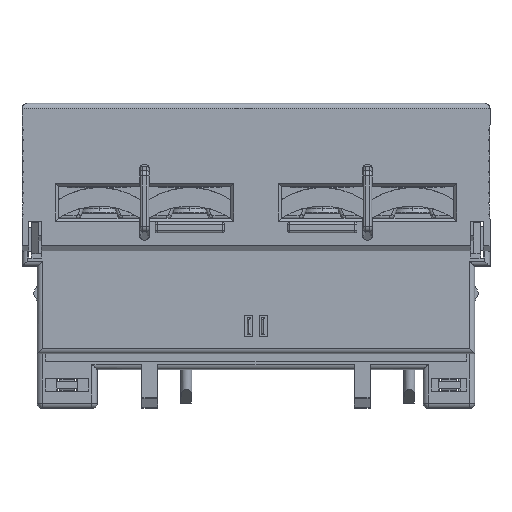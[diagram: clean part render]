
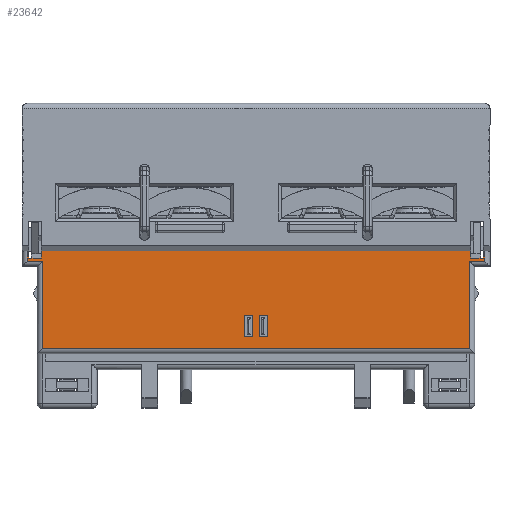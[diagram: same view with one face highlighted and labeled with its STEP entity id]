
A CAD part, top view. The second image highlights one B-rep face of the part: STEP entity #23642.
In plain terms, the highlighted planar face has unit normal (0, 0, 1).
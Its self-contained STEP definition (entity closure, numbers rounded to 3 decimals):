
#2074=DIRECTION('',(0.,1.,0.));
#2075=VECTOR('',#2074,1.);
#2076=CARTESIAN_POINT('',(43.25,14.2,-3.3));
#2077=LINE('',#2076,#2075);
#2078=DIRECTION('',(1.,0.,0.));
#2079=VECTOR('',#2078,1.45);
#2080=CARTESIAN_POINT('',(41.8,14.2,-3.3));
#2081=LINE('',#2080,#2079);
#2082=DIRECTION('',(0.,1.,0.));
#2083=VECTOR('',#2082,8.3);
#2084=CARTESIAN_POINT('',(41.8,5.9,-3.3));
#2085=LINE('',#2084,#2083);
#2086=DIRECTION('',(-1.,0.,0.));
#2087=VECTOR('',#2086,40.6);
#2088=CARTESIAN_POINT('',(41.8,5.9,-3.3));
#2089=LINE('',#2088,#2087);
#2090=DIRECTION('',(0.,-1.,0.));
#2091=VECTOR('',#2090,8.3);
#2092=CARTESIAN_POINT('',(1.2,14.2,-3.3));
#2093=LINE('',#2092,#2091);
#2094=DIRECTION('',(1.,0.,0.));
#2095=VECTOR('',#2094,1.45);
#2096=CARTESIAN_POINT('',(-0.25,14.2,-3.3));
#2097=LINE('',#2096,#2095);
#2098=DIRECTION('',(0.,-1.,0.));
#2099=VECTOR('',#2098,1.);
#2100=CARTESIAN_POINT('',(-0.25,15.2,-3.3));
#2101=LINE('',#2100,#2099);
#2102=DIRECTION('',(1.,0.,0.));
#2103=VECTOR('',#2102,0.15);
#2104=CARTESIAN_POINT('',(-0.25,15.2,-3.3));
#2105=LINE('',#2104,#2103);
#2106=DIRECTION('',(0.,-1.,0.));
#2107=VECTOR('',#2106,0.7);
#2108=CARTESIAN_POINT('',(-0.1,15.2,-3.3));
#2109=LINE('',#2108,#2107);
#2110=DIRECTION('',(1.,0.,0.));
#2111=VECTOR('',#2110,1.2);
#2112=CARTESIAN_POINT('',(-0.1,14.5,-3.3));
#2113=LINE('',#2112,#2111);
#2114=DIRECTION('',(0.,-1.,0.));
#2115=VECTOR('',#2114,0.7);
#2116=CARTESIAN_POINT('',(1.1,15.2,-3.3));
#2117=LINE('',#2116,#2115);
#2118=DIRECTION('',(1.,0.,0.));
#2119=VECTOR('',#2118,40.8);
#2120=CARTESIAN_POINT('',(1.1,15.2,-3.3));
#2121=LINE('',#2120,#2119);
#2122=DIRECTION('',(0.,-1.,0.));
#2123=VECTOR('',#2122,0.7);
#2124=CARTESIAN_POINT('',(41.9,15.2,-3.3));
#2125=LINE('',#2124,#2123);
#2126=DIRECTION('',(1.,0.,0.));
#2127=VECTOR('',#2126,1.2);
#2128=CARTESIAN_POINT('',(41.9,14.5,-3.3));
#2129=LINE('',#2128,#2127);
#2130=DIRECTION('',(0.,-1.,0.));
#2131=VECTOR('',#2130,0.7);
#2132=CARTESIAN_POINT('',(43.1,15.2,-3.3));
#2133=LINE('',#2132,#2131);
#2134=DIRECTION('',(1.,0.,0.));
#2135=VECTOR('',#2134,0.15);
#2136=CARTESIAN_POINT('',(43.1,15.2,-3.3));
#2137=LINE('',#2136,#2135);
#2138=DIRECTION('',(1.,0.,0.));
#2139=VECTOR('',#2138,0.8);
#2140=CARTESIAN_POINT('',(21.8,9.,-3.3));
#2141=LINE('',#2140,#2139);
#2142=DIRECTION('',(0.,1.,0.));
#2143=VECTOR('',#2142,2.);
#2144=CARTESIAN_POINT('',(21.8,7.,-3.3));
#2145=LINE('',#2144,#2143);
#2146=DIRECTION('',(-1.,0.,0.));
#2147=VECTOR('',#2146,0.8);
#2148=CARTESIAN_POINT('',(22.6,7.,-3.3));
#2149=LINE('',#2148,#2147);
#2150=DIRECTION('',(0.,-1.,0.));
#2151=VECTOR('',#2150,2.);
#2152=CARTESIAN_POINT('',(22.6,9.,-3.3));
#2153=LINE('',#2152,#2151);
#2154=DIRECTION('',(-1.,0.,0.));
#2155=VECTOR('',#2154,0.8);
#2156=CARTESIAN_POINT('',(21.2,7.,-3.3));
#2157=LINE('',#2156,#2155);
#2158=DIRECTION('',(0.,-1.,0.));
#2159=VECTOR('',#2158,2.);
#2160=CARTESIAN_POINT('',(21.2,9.,-3.3));
#2161=LINE('',#2160,#2159);
#2162=DIRECTION('',(1.,0.,0.));
#2163=VECTOR('',#2162,0.8);
#2164=CARTESIAN_POINT('',(20.4,9.,-3.3));
#2165=LINE('',#2164,#2163);
#2166=DIRECTION('',(0.,1.,0.));
#2167=VECTOR('',#2166,2.);
#2168=CARTESIAN_POINT('',(20.4,7.,-3.3));
#2169=LINE('',#2168,#2167);
#20092=CARTESIAN_POINT('',(41.9,15.2,-3.3));
#20093=VERTEX_POINT('',#20092);
#20095=CARTESIAN_POINT('',(43.1,15.2,-3.3));
#20097=VERTEX_POINT('',#20095);
#20099=CARTESIAN_POINT('',(-0.1,15.2,-3.3));
#20101=VERTEX_POINT('',#20099);
#20102=CARTESIAN_POINT('',(1.1,15.2,-3.3));
#20103=VERTEX_POINT('',#20102);
#20104=CARTESIAN_POINT('',(41.9,14.5,-3.3));
#20105=VERTEX_POINT('',#20104);
#20106=CARTESIAN_POINT('',(43.1,14.5,-3.3));
#20107=VERTEX_POINT('',#20106);
#20108=CARTESIAN_POINT('',(-0.1,14.5,-3.3));
#20109=VERTEX_POINT('',#20108);
#20110=CARTESIAN_POINT('',(1.1,14.5,-3.3));
#20111=VERTEX_POINT('',#20110);
#20844=CARTESIAN_POINT('',(21.8,9.,-3.3));
#20845=CARTESIAN_POINT('',(22.6,9.,-3.3));
#20846=VERTEX_POINT('',#20844);
#20847=VERTEX_POINT('',#20845);
#20848=CARTESIAN_POINT('',(22.6,7.,-3.3));
#20849=VERTEX_POINT('',#20848);
#20850=CARTESIAN_POINT('',(21.8,7.,-3.3));
#20851=VERTEX_POINT('',#20850);
#20852=CARTESIAN_POINT('',(21.2,7.,-3.3));
#20853=CARTESIAN_POINT('',(20.4,7.,-3.3));
#20854=VERTEX_POINT('',#20852);
#20855=VERTEX_POINT('',#20853);
#20856=CARTESIAN_POINT('',(20.4,9.,-3.3));
#20857=VERTEX_POINT('',#20856);
#20858=CARTESIAN_POINT('',(21.2,9.,-3.3));
#20859=VERTEX_POINT('',#20858);
#20864=CARTESIAN_POINT('',(43.25,14.2,-3.3));
#20865=CARTESIAN_POINT('',(43.25,15.2,-3.3));
#20866=VERTEX_POINT('',#20864);
#20867=VERTEX_POINT('',#20865);
#20870=CARTESIAN_POINT('',(41.8,14.2,-3.3));
#20871=VERTEX_POINT('',#20870);
#20872=CARTESIAN_POINT('',(41.8,5.9,-3.3));
#20873=VERTEX_POINT('',#20872);
#20876=CARTESIAN_POINT('',(1.2,5.9,-3.3));
#20877=VERTEX_POINT('',#20876);
#20880=CARTESIAN_POINT('',(-0.25,15.2,-3.3));
#20881=CARTESIAN_POINT('',(-0.25,14.2,-3.3));
#20882=VERTEX_POINT('',#20880);
#20883=VERTEX_POINT('',#20881);
#20890=CARTESIAN_POINT('',(1.2,14.2,-3.3));
#20891=VERTEX_POINT('',#20890);
#23585=CARTESIAN_POINT('',(-0.85,15.2,-3.3));
#23586=DIRECTION('',(0.,0.,1.));
#23587=DIRECTION('',(0.,-1.,0.));
#23588=AXIS2_PLACEMENT_3D('',#23585,#23586,#23587);
#23589=PLANE('',#23588);
#23591=ORIENTED_EDGE('',*,*,#23590,.F.);
#23593=ORIENTED_EDGE('',*,*,#23592,.F.);
#23595=ORIENTED_EDGE('',*,*,#23594,.F.);
#23597=ORIENTED_EDGE('',*,*,#23596,.T.);
#23599=ORIENTED_EDGE('',*,*,#23598,.F.);
#23601=ORIENTED_EDGE('',*,*,#23600,.F.);
#23602=ORIENTED_EDGE('',*,*,#23575,.F.);
#23604=ORIENTED_EDGE('',*,*,#23603,.T.);
#23606=ORIENTED_EDGE('',*,*,#23605,.T.);
#23607=ORIENTED_EDGE('',*,*,#22120,.T.);
#23609=ORIENTED_EDGE('',*,*,#23608,.F.);
#23611=ORIENTED_EDGE('',*,*,#23610,.T.);
#23613=ORIENTED_EDGE('',*,*,#23612,.T.);
#23615=ORIENTED_EDGE('',*,*,#23614,.T.);
#23617=ORIENTED_EDGE('',*,*,#23616,.F.);
#23619=ORIENTED_EDGE('',*,*,#23618,.T.);
#23620=EDGE_LOOP('',(#23591,#23593,#23595,#23597,#23599,#23601,#23602,#23604,
#23606,#23607,#23609,#23611,#23613,#23615,#23617,#23619));
#23621=FACE_OUTER_BOUND('',#23620,.F.);
#23623=ORIENTED_EDGE('',*,*,#23622,.F.);
#23625=ORIENTED_EDGE('',*,*,#23624,.F.);
#23627=ORIENTED_EDGE('',*,*,#23626,.F.);
#23629=ORIENTED_EDGE('',*,*,#23628,.F.);
#23630=EDGE_LOOP('',(#23623,#23625,#23627,#23629));
#23631=FACE_BOUND('',#23630,.F.);
#23633=ORIENTED_EDGE('',*,*,#23632,.F.);
#23635=ORIENTED_EDGE('',*,*,#23634,.F.);
#23637=ORIENTED_EDGE('',*,*,#23636,.F.);
#23639=ORIENTED_EDGE('',*,*,#23638,.F.);
#23640=EDGE_LOOP('',(#23633,#23635,#23637,#23639));
#23641=FACE_BOUND('',#23640,.F.);
#23642=ADVANCED_FACE('',(#23621,#23631,#23641),#23589,.T.);
#22120=EDGE_CURVE('',#20109,#20111,#2113,.T.);
#23575=EDGE_CURVE('',#20882,#20883,#2101,.T.);
#23590=EDGE_CURVE('',#20866,#20867,#2077,.T.);
#23592=EDGE_CURVE('',#20871,#20866,#2081,.T.);
#23594=EDGE_CURVE('',#20873,#20871,#2085,.T.);
#23596=EDGE_CURVE('',#20873,#20877,#2089,.T.);
#23598=EDGE_CURVE('',#20891,#20877,#2093,.T.);
#23600=EDGE_CURVE('',#20883,#20891,#2097,.T.);
#23603=EDGE_CURVE('',#20882,#20101,#2105,.T.);
#23605=EDGE_CURVE('',#20101,#20109,#2109,.T.);
#23608=EDGE_CURVE('',#20103,#20111,#2117,.T.);
#23610=EDGE_CURVE('',#20103,#20093,#2121,.T.);
#23612=EDGE_CURVE('',#20093,#20105,#2125,.T.);
#23614=EDGE_CURVE('',#20105,#20107,#2129,.T.);
#23616=EDGE_CURVE('',#20097,#20107,#2133,.T.);
#23618=EDGE_CURVE('',#20097,#20867,#2137,.T.);
#23622=EDGE_CURVE('',#20846,#20847,#2141,.T.);
#23624=EDGE_CURVE('',#20851,#20846,#2145,.T.);
#23626=EDGE_CURVE('',#20849,#20851,#2149,.T.);
#23628=EDGE_CURVE('',#20847,#20849,#2153,.T.);
#23632=EDGE_CURVE('',#20854,#20855,#2157,.T.);
#23634=EDGE_CURVE('',#20859,#20854,#2161,.T.);
#23636=EDGE_CURVE('',#20857,#20859,#2165,.T.);
#23638=EDGE_CURVE('',#20855,#20857,#2169,.T.);
